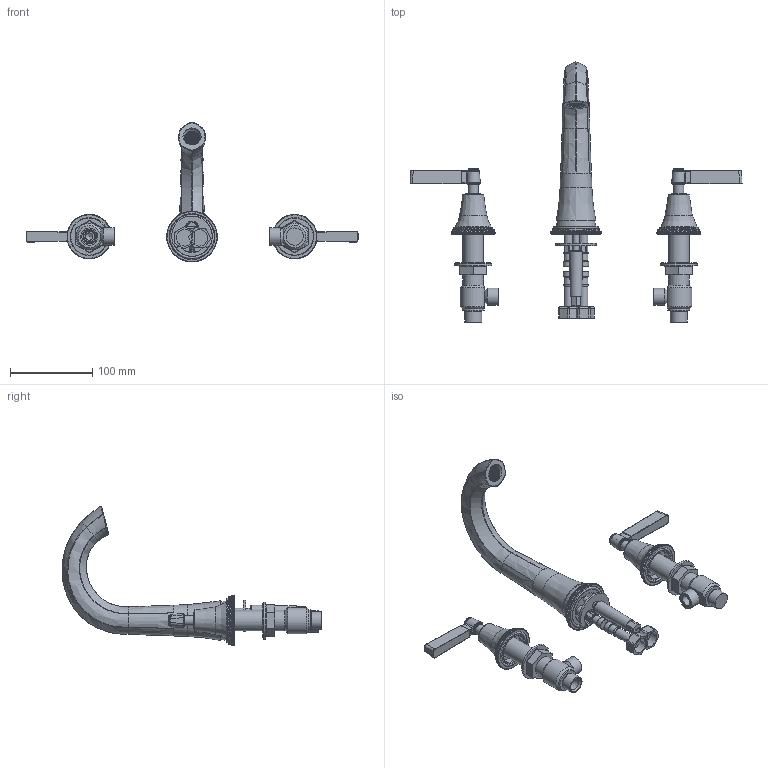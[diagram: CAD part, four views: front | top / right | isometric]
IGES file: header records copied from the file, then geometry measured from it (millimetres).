
Global section: file name: V6K16-M-NP; native system: Autodesk Inventor 2018; preprocessor: unknown; author: aduggalther; date: 20180910.112739; units: millimetre
Bounding box: 403.8 x 316.21 x 169.98 mm (x, y, z)
Volume: 449450.4 mm3; surface area: 198416.3 mm2
Topology: 45 solids, 46 shells, 4399 faces, 11259 edges, 7076 vertices
Faces by surface type: bspline 4399
